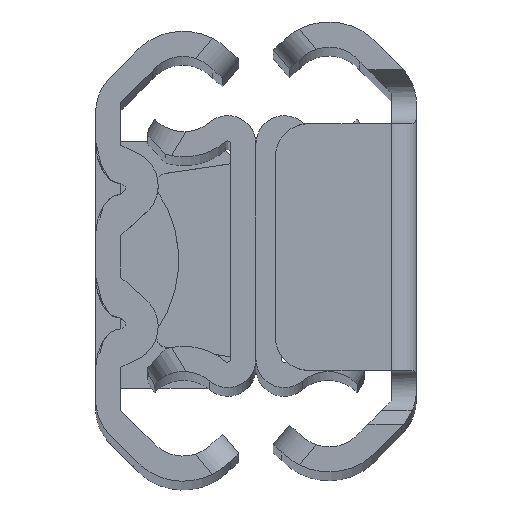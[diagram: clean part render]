
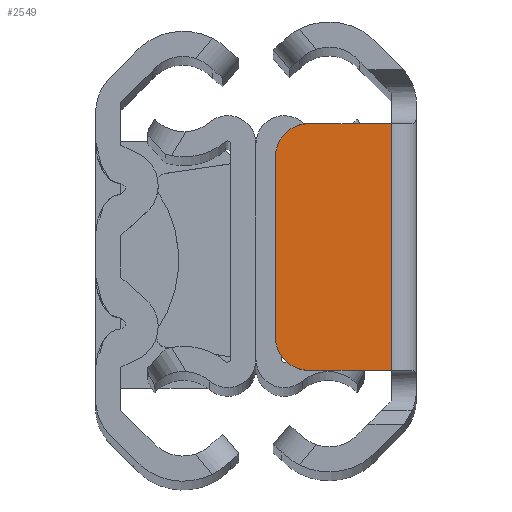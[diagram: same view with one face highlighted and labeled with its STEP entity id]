
A CAD part, top view. The second image highlights one B-rep face of the part: STEP entity #2549.
In plain terms, the highlighted face is planar.
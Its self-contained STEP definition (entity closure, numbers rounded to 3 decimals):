
#107 = ORIENTED_EDGE ( 'NONE', *, *, #2199, .F. ) ;
#181 = DIRECTION ( 'NONE',  ( 0., 1., 0. ) ) ;
#312 = CARTESIAN_POINT ( 'NONE',  ( -1.5, 7.35, -300. ) ) ;
#358 = EDGE_CURVE ( 'NONE', #4840, #559, #601, .T. ) ;
#412 = DIRECTION ( 'NONE',  ( 1., 0., 0. ) ) ;
#559 = VERTEX_POINT ( 'NONE', #966 ) ;
#601 = LINE ( 'NONE', #1869, #1950 ) ;
#769 = EDGE_CURVE ( 'NONE', #4840, #4268, #4639, .T. ) ;
#800 = CARTESIAN_POINT ( 'NONE',  ( 6.9, -5.35, -300. ) ) ;
#822 = PLANE ( 'NONE',  #4127 ) ;
#867 = EDGE_CURVE ( 'NONE', #4268, #2880, #3121, .T. ) ;
#962 = EDGE_CURVE ( 'NONE', #2880, #2247, #2524, .T. ) ;
#966 = CARTESIAN_POINT ( 'NONE',  ( 4.9, -7.35, -300. ) ) ;
#1060 = CIRCLE ( 'NONE', #4803, 2. ) ;
#1168 = EDGE_LOOP ( 'NONE', ( #4852, #4287, #2484, #4030, #107, #4039 ) ) ;
#1193 = VECTOR ( 'NONE', #412, 1000. ) ;
#1364 = AXIS2_PLACEMENT_3D ( 'NONE', #3330, #3225, #4060 ) ;
#1367 = DIRECTION ( 'NONE',  ( 0., 0., -1. ) ) ;
#1460 = VECTOR ( 'NONE', #5051, 1000. ) ;
#1636 = CARTESIAN_POINT ( 'NONE',  ( 1.5, -8.548, -300. ) ) ;
#1833 = CARTESIAN_POINT ( 'NONE',  ( 0., 7.35, -300. ) ) ;
#1869 = CARTESIAN_POINT ( 'NONE',  ( -1.5, -7.35, -300. ) ) ;
#1950 = VECTOR ( 'NONE', #2260, 1000. ) ;
#2199 = EDGE_CURVE ( 'NONE', #4006, #2247, #4554, .T. ) ;
#2247 = VERTEX_POINT ( 'NONE', #4977 ) ;
#2260 = DIRECTION ( 'NONE',  ( 1., 0., 0. ) ) ;
#2484 = ORIENTED_EDGE ( 'NONE', *, *, #867, .T. ) ;
#2524 = CIRCLE ( 'NONE', #1364, 2. ) ;
#2549 = ADVANCED_FACE ( 'NONE', ( #3998 ), #822, .F. ) ;
#2879 = DIRECTION ( 'NONE',  ( 1., 0., 0. ) ) ;
#2880 = VERTEX_POINT ( 'NONE', #4704 ) ;
#2896 = CARTESIAN_POINT ( 'NONE',  ( 0., -7.35, -300. ) ) ;
#3121 = LINE ( 'NONE', #312, #1193 ) ;
#3221 = DIRECTION ( 'NONE',  ( 1., 0., 0. ) ) ;
#3225 = DIRECTION ( 'NONE',  ( 0., 0., -1. ) ) ;
#3330 = CARTESIAN_POINT ( 'NONE',  ( 4.9, 5.35, -300. ) ) ;
#3355 = CARTESIAN_POINT ( 'NONE',  ( 6.9, 7.35, -300. ) ) ;
#3414 = CARTESIAN_POINT ( 'NONE',  ( 0., 7.35, -300. ) ) ;
#3998 = FACE_OUTER_BOUND ( 'NONE', #1168, .T. ) ;
#4006 = VERTEX_POINT ( 'NONE', #800 ) ;
#4023 = DIRECTION ( 'NONE',  ( 0., 0., 1. ) ) ;
#4030 = ORIENTED_EDGE ( 'NONE', *, *, #962, .T. ) ;
#4039 = ORIENTED_EDGE ( 'NONE', *, *, #4155, .T. ) ;
#4060 = DIRECTION ( 'NONE',  ( 1., 0., 0. ) ) ;
#4127 = AXIS2_PLACEMENT_3D ( 'NONE', #1636, #4023, #3221 ) ;
#4155 = EDGE_CURVE ( 'NONE', #4006, #559, #1060, .T. ) ;
#4268 = VERTEX_POINT ( 'NONE', #1833 ) ;
#4287 = ORIENTED_EDGE ( 'NONE', *, *, #769, .T. ) ;
#4554 = LINE ( 'NONE', #3355, #4707 ) ;
#4639 = LINE ( 'NONE', #3414, #1460 ) ;
#4704 = CARTESIAN_POINT ( 'NONE',  ( 4.9, 7.35, -300. ) ) ;
#4707 = VECTOR ( 'NONE', #181, 1000. ) ;
#4803 = AXIS2_PLACEMENT_3D ( 'NONE', #4892, #1367, #2879 ) ;
#4840 = VERTEX_POINT ( 'NONE', #2896 ) ;
#4852 = ORIENTED_EDGE ( 'NONE', *, *, #358, .F. ) ;
#4892 = CARTESIAN_POINT ( 'NONE',  ( 4.9, -5.35, -300. ) ) ;
#4977 = CARTESIAN_POINT ( 'NONE',  ( 6.9, 5.35, -300. ) ) ;
#5051 = DIRECTION ( 'NONE',  ( 0., 1., 0. ) ) ;
